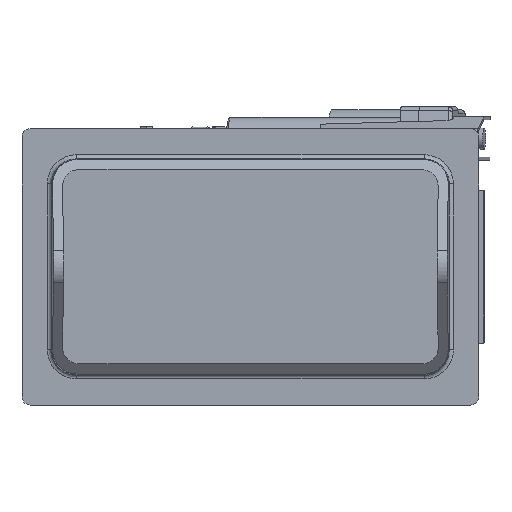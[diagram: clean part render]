
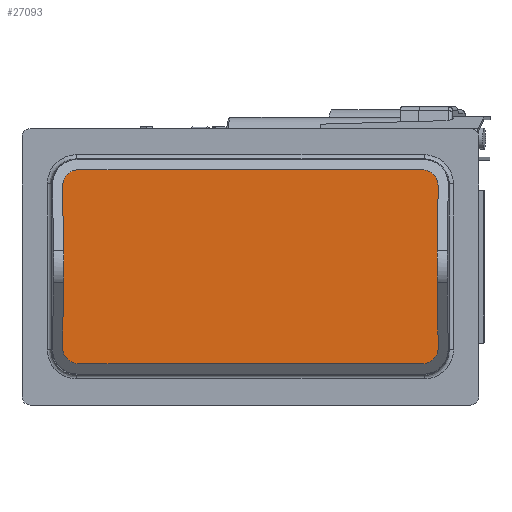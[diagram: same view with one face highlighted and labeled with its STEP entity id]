
A CAD part, front view. The second image highlights one B-rep face of the part: STEP entity #27093.
In plain terms, the highlighted planar face has unit normal (0, -1, 0).
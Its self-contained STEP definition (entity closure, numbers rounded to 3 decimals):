
#2232=PLANE('',#29273);
#3768=FACE_OUTER_BOUND('',#5420,.T.);
#5420=EDGE_LOOP('',(#23687,#23688,#23689,#23690,#23691,#23692,#23693,#23694));
#5684=ELLIPSE('',#29260,30.009,30.);
#5686=ELLIPSE('',#29263,30.009,30.);
#5688=ELLIPSE('',#29266,30.009,30.);
#5690=ELLIPSE('',#29269,30.009,30.);
#7453=LINE('',#64666,#9228);
#7457=LINE('',#64683,#9232);
#7461=LINE('',#64700,#9236);
#7465=LINE('',#64716,#9240);
#9228=VECTOR('',#35365,417.397);
#9232=VECTOR('',#35375,198.397);
#9236=VECTOR('',#35385,417.397);
#9240=VECTOR('',#35395,198.397);
#12393=VERTEX_POINT('',#64656);
#12394=VERTEX_POINT('',#64657);
#12397=VERTEX_POINT('',#64665);
#12399=VERTEX_POINT('',#64676);
#12401=VERTEX_POINT('',#64682);
#12403=VERTEX_POINT('',#64693);
#12405=VERTEX_POINT('',#64699);
#12407=VERTEX_POINT('',#64710);
#16147=EDGE_CURVE('',#12393,#12394,#5684,.T.);
#16151=EDGE_CURVE('',#12397,#12393,#7453,.T.);
#16154=EDGE_CURVE('',#12399,#12397,#5686,.T.);
#16157=EDGE_CURVE('',#12401,#12399,#7457,.T.);
#16160=EDGE_CURVE('',#12403,#12401,#5688,.T.);
#16163=EDGE_CURVE('',#12405,#12403,#7461,.T.);
#16166=EDGE_CURVE('',#12407,#12405,#5690,.T.);
#16169=EDGE_CURVE('',#12394,#12407,#7465,.T.);
#23687=ORIENTED_EDGE('',*,*,#16169,.F.);
#23688=ORIENTED_EDGE('',*,*,#16147,.F.);
#23689=ORIENTED_EDGE('',*,*,#16151,.F.);
#23690=ORIENTED_EDGE('',*,*,#16154,.F.);
#23691=ORIENTED_EDGE('',*,*,#16157,.F.);
#23692=ORIENTED_EDGE('',*,*,#16160,.F.);
#23693=ORIENTED_EDGE('',*,*,#16163,.F.);
#23694=ORIENTED_EDGE('',*,*,#16166,.F.);
#27093=ADVANCED_FACE('',(#3768),#2232,.T.);
#29260=AXIS2_PLACEMENT_3D('',#64658,#35357,#35358);
#29263=AXIS2_PLACEMENT_3D('',#64677,#35368,#35369);
#29266=AXIS2_PLACEMENT_3D('',#64694,#35378,#35379);
#29269=AXIS2_PLACEMENT_3D('',#64711,#35388,#35389);
#29273=AXIS2_PLACEMENT_3D('',#64719,#35399,#35400);
#35357=DIRECTION('center_axis',(0.,1.,0.));
#35358=DIRECTION('ref_axis',(-0.707,0.,-0.707));
#35365=DIRECTION('',(1.,0.,0.));
#35368=DIRECTION('center_axis',(0.,1.,0.));
#35369=DIRECTION('ref_axis',(0.707,0.,-0.707));
#35375=DIRECTION('',(0.,0.,1.));
#35378=DIRECTION('center_axis',(0.,1.,0.));
#35379=DIRECTION('ref_axis',(0.707,0.,0.707));
#35385=DIRECTION('',(-1.,0.,0.));
#35388=DIRECTION('center_axis',(0.,1.,0.));
#35389=DIRECTION('ref_axis',(-0.707,0.,0.707));
#35395=DIRECTION('',(0.,0.,-1.));
#35399=DIRECTION('center_axis',(0.,-1.,0.));
#35400=DIRECTION('ref_axis',(1.,0.,0.));
#64656=CARTESIAN_POINT('',(186.108,-194.73,116.194));
#64657=CARTESIAN_POINT('',(216.104,-194.73,86.199));
#64658=CARTESIAN_POINT('Origin',(186.099,-194.73,86.189));
#64665=CARTESIAN_POINT('',(-231.289,-194.73,116.194));
#64666=CARTESIAN_POINT('',(-231.289,-194.73,116.194));
#64676=CARTESIAN_POINT('',(-261.284,-194.73,86.199));
#64677=CARTESIAN_POINT('Origin',(-231.28,-194.73,86.189));
#64682=CARTESIAN_POINT('',(-261.284,-194.73,-112.199));
#64683=CARTESIAN_POINT('',(-261.284,-194.73,-112.199));
#64693=CARTESIAN_POINT('',(-231.289,-194.73,-142.194));
#64694=CARTESIAN_POINT('Origin',(-231.28,-194.73,-112.189));
#64699=CARTESIAN_POINT('',(186.108,-194.73,-142.194));
#64700=CARTESIAN_POINT('',(186.108,-194.73,-142.194));
#64710=CARTESIAN_POINT('',(216.104,-194.73,-112.199));
#64711=CARTESIAN_POINT('Origin',(186.099,-194.73,-112.189));
#64716=CARTESIAN_POINT('',(216.104,-194.73,86.199));
#64719=CARTESIAN_POINT('Origin',(-22.59,-194.73,-13.));
